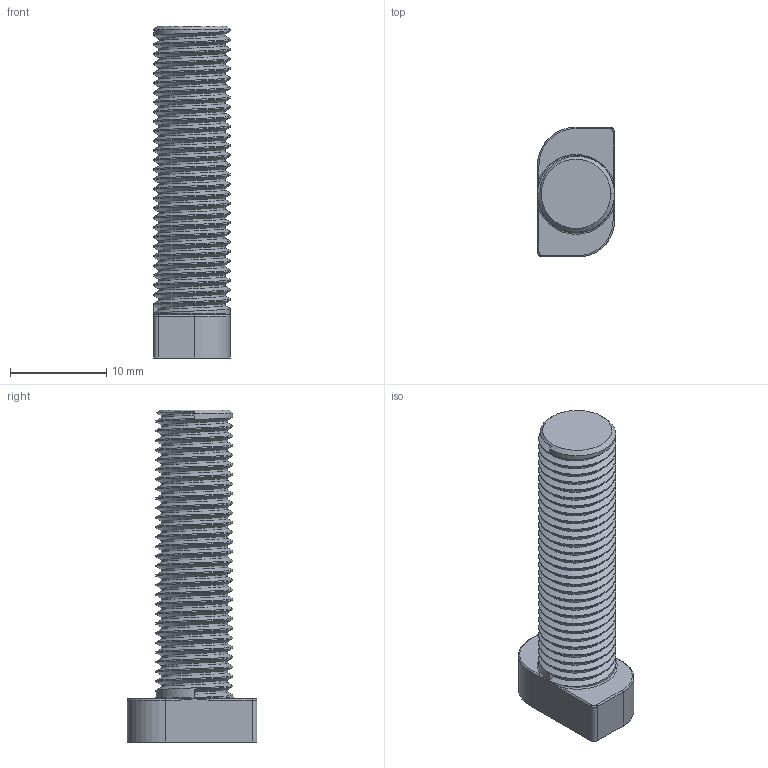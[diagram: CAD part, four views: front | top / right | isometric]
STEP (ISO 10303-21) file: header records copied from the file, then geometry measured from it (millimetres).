
FILE_DESCRIPTION (( 'STEP AP203' ), '1' );
FILE_NAME ('AL-1Y01.A43A.01.STEP', '2024-07-04T07:17:55', ( '' ), ( '' ), 'SwSTEP 2.0', 'SolidWorks 2021', '' );
FILE_SCHEMA (( 'CONFIG_CONTROL_DESIGN' ));
Length unit declared in the file: millimetre
Products named in the file (1): AL-1Y01.A43A.01
Bounding box: 8 x 13.5 x 34.5 mm (x, y, z)
Volume: 1752.3 mm3; surface area: 1492.5 mm2
Topology: 1 solids, 1 shells, 103 faces, 282 edges, 173 vertices
Faces by surface type: cylinder 70, bspline 15, plane 10, torus 6, cone 2
Entity records: 7847 total; most frequent: CARTESIAN_POINT 5641, ORIENTED_EDGE 548, DIRECTION 353, EDGE_CURVE 274, VERTEX_POINT 173, AXIS2_PLACEMENT_3D 129, EDGE_LOOP 103, ADVANCED_FACE 103
